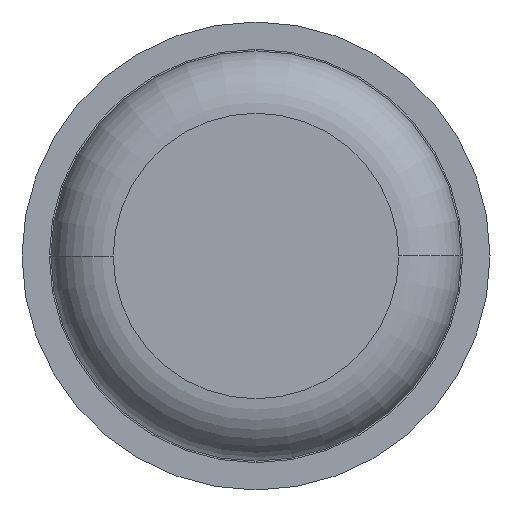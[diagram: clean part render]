
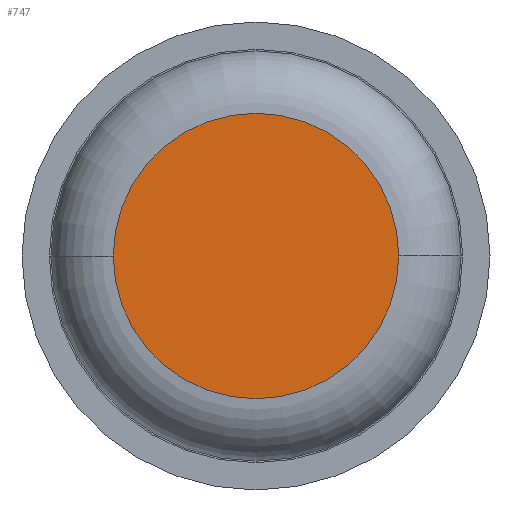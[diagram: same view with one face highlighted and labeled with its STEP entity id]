
A CAD part, front view. The second image highlights one B-rep face of the part: STEP entity #747.
In plain terms, the highlighted planar face has unit normal (0, -1, 0).
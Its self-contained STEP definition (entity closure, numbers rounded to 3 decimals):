
#346 = VERTEX_POINT ( 'NONE', #909 ) ;
#489 = DIRECTION ( 'NONE',  ( -1., 0., 0. ) ) ;
#545 = CIRCLE ( 'NONE', #1610, 0.915 ) ;
#590 = FACE_OUTER_BOUND ( 'NONE', #992, .T. ) ;
#729 = DIRECTION ( 'NONE',  ( 0., -1., 0. ) ) ;
#739 = AXIS2_PLACEMENT_3D ( 'NONE', #3513, #820, #489 ) ;
#747 = ADVANCED_FACE ( 'Defeature ausgef�hrt1_6', ( #590 ), #2516, .F. ) ;
#820 = DIRECTION ( 'NONE',  ( 0., 1., 0. ) ) ;
#909 = CARTESIAN_POINT ( 'NONE',  ( -0.915, 0., 0. ) ) ;
#960 = CARTESIAN_POINT ( 'NONE',  ( 0.915, 0., 0. ) ) ;
#992 = EDGE_LOOP ( 'NONE', ( #1222, #2406 ) ) ;
#1200 = CARTESIAN_POINT ( 'NONE',  ( 0., 0., 0. ) ) ;
#1210 = DIRECTION ( 'NONE',  ( -1., 0., 0. ) ) ;
#1222 = ORIENTED_EDGE ( 'NONE', *, *, #1591, .T. ) ;
#1591 = EDGE_CURVE ( 'Defeature ausgef�hrt1_6+Defeature ausgef�hrt1_7+Defeature ausgef�hrt1_7+Defeature ausgef�hrt1_7', #346, #1720, #545, .T. ) ;
#1610 = AXIS2_PLACEMENT_3D ( 'NONE', #1200, #2217, #1210 ) ;
#1720 = VERTEX_POINT ( 'NONE', #960 ) ;
#2217 = DIRECTION ( 'NONE',  ( 0., -1., 0. ) ) ;
#2339 = CIRCLE ( 'NONE', #3370, 0.915 ) ;
#2406 = ORIENTED_EDGE ( 'NONE', *, *, #3206, .T. ) ;
#2424 = DIRECTION ( 'NONE',  ( -1., 0., 0. ) ) ;
#2516 = PLANE ( 'NONE',  #739 ) ;
#3206 = EDGE_CURVE ( 'Defeature ausgef�hrt1_6+Defeature ausgef�hrt1_7+Defeature ausgef�hrt1_7+Defeature ausgef�hrt1_7', #1720, #346, #2339, .T. ) ;
#3370 = AXIS2_PLACEMENT_3D ( 'NONE', #3409, #729, #2424 ) ;
#3409 = CARTESIAN_POINT ( 'NONE',  ( 0., 0., 0. ) ) ;
#3513 = CARTESIAN_POINT ( 'NONE',  ( 0., 0., 0. ) ) ;
